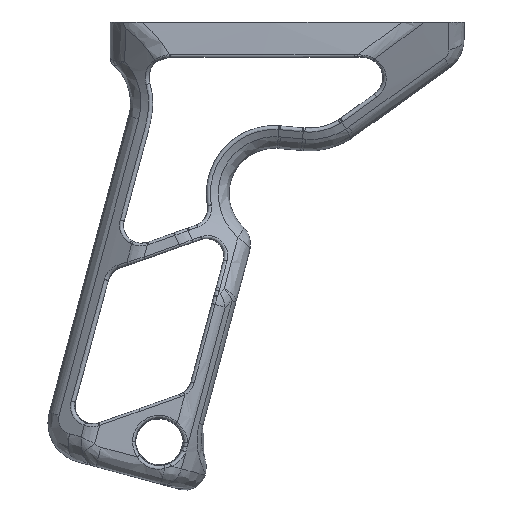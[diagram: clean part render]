
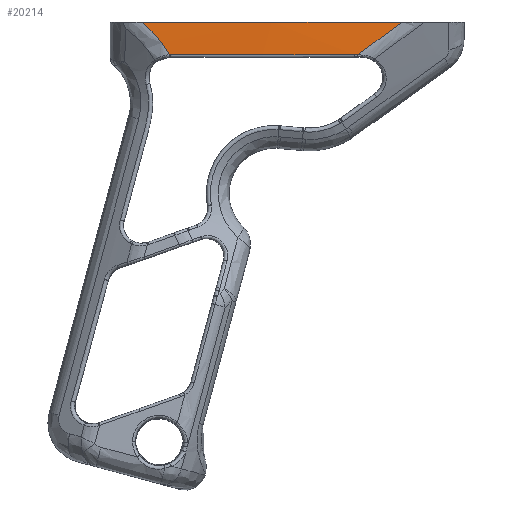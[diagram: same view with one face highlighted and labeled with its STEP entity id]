
A CAD part, front view. The second image highlights one B-rep face of the part: STEP entity #20214.
In plain terms, the highlighted free-form (B-spline) face has degree [2, 1] with [3, 2] control points.
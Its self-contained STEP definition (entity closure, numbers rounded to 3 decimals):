
#13532 = VERTEX_POINT('',#13533);
#13533 = CARTESIAN_POINT('',(97.437,-19.312,
    -28.864));
#13541 = EDGE_CURVE('',#13542,#13532,#13544,.T.);
#13542 = VERTEX_POINT('',#13543);
#13543 = CARTESIAN_POINT('',(103.835,-19.3,
    -36.368));
#13544 = B_SPLINE_CURVE_WITH_KNOTS('',5,(#13545,#13546,#13547,#13548,
    #13549,#13550,#13551,#13552,#13553,#13554,#13555,#13556,#13557,
    #13558,#13559,#13560,#13561,#13562),.UNSPECIFIED.,.F.,.F.,(6,3,3,3,3
    ,6),(143.168,147.65,150.02,151.761,
    153.496,154.077),.UNSPECIFIED.);
#13545 = CARTESIAN_POINT('',(103.835,-19.3,
    -36.368));
#13546 = CARTESIAN_POINT('',(103.447,-19.303,
    -35.658));
#13547 = CARTESIAN_POINT('',(103.027,-19.306,
    -34.963));
#13548 = CARTESIAN_POINT('',(102.577,-19.308,
    -34.287));
#13549 = CARTESIAN_POINT('',(101.842,-19.311,
    -33.278));
#13550 = CARTESIAN_POINT('',(101.04,-19.313,
    -32.316));
#13551 = CARTESIAN_POINT('',(100.754,-19.314,
    -31.989));
#13552 = CARTESIAN_POINT('',(100.245,-19.315,
    -31.432));
#13553 = CARTESIAN_POINT('',(99.714,-19.315,
    -30.896));
#13554 = CARTESIAN_POINT('',(99.486,-19.315,
    -30.672));
#13555 = CARTESIAN_POINT('',(99.024,-19.315,
    -30.234));
#13556 = CARTESIAN_POINT('',(98.554,-19.314,
    -29.812));
#13557 = CARTESIAN_POINT('',(98.312,-19.314,
    -29.601));
#13558 = CARTESIAN_POINT('',(97.996,-19.313,
    -29.33));
#13559 = CARTESIAN_POINT('',(97.678,-19.312,
    -29.063));
#13560 = CARTESIAN_POINT('',(97.598,-19.312,
    -28.997));
#13561 = CARTESIAN_POINT('',(97.518,-19.312,
    -28.93));
#13562 = CARTESIAN_POINT('',(97.437,-19.312,
    -28.864));
#20214 = ADVANCED_FACE('',(#20215),#20259,.T.);
#20215 = FACE_BOUND('',#20216,.T.);
#20216 = EDGE_LOOP('',(#20217,#20228,#20234,#20235,#20244,#20252));
#20217 = ORIENTED_EDGE('',*,*,#20218,.F.);
#20218 = EDGE_CURVE('',#20219,#20221,#20223,.T.);
#20219 = VERTEX_POINT('',#20220);
#20220 = CARTESIAN_POINT('',(157.049,-16.703,
    -28.864));
#20221 = VERTEX_POINT('',#20222);
#20222 = CARTESIAN_POINT('',(146.9,-17.544,
    -36.368));
#20223 = B_SPLINE_CURVE_WITH_KNOTS('',3,(#20224,#20225,#20226,#20227),
  .UNSPECIFIED.,.F.,.F.,(4,4),(26.311,41.77),
  .PIECEWISE_BEZIER_KNOTS.);
#20224 = CARTESIAN_POINT('',(157.049,-16.703,
    -28.864));
#20225 = CARTESIAN_POINT('',(153.668,-17.01,
    -31.365));
#20226 = CARTESIAN_POINT('',(150.285,-17.291,
    -33.867));
#20227 = CARTESIAN_POINT('',(146.9,-17.544,
    -36.368));
#20228 = ORIENTED_EDGE('',*,*,#20229,.F.);
#20229 = EDGE_CURVE('',#13532,#20219,#20230,.T.);
#20230 = ( BOUNDED_CURVE() B_SPLINE_CURVE(2,(#20231,#20232,#20233),
.UNSPECIFIED.,.F.,.F.) B_SPLINE_CURVE_WITH_KNOTS((3,3),(4.709,
4.803),.PIECEWISE_BEZIER_KNOTS.) CURVE() 
GEOMETRIC_REPRESENTATION_ITEM() RATIONAL_B_SPLINE_CURVE((1.,
0.999,1.)) REPRESENTATION_ITEM('') );
#20231 = CARTESIAN_POINT('',(97.437,-19.312,
    -28.864));
#20232 = CARTESIAN_POINT('',(127.305,-19.409,
    -28.864));
#20233 = CARTESIAN_POINT('',(157.049,-16.703,
    -28.864));
#20234 = ORIENTED_EDGE('',*,*,#13541,.F.);
#20235 = ORIENTED_EDGE('',*,*,#20236,.F.);
#20236 = EDGE_CURVE('',#20237,#13542,#20239,.T.);
#20237 = VERTEX_POINT('',#20238);
#20238 = CARTESIAN_POINT('',(104.144,-19.298,
    -36.368));
#20239 = B_SPLINE_CURVE_WITH_KNOTS('',3,(#20240,#20241,#20242,#20243),
  .UNSPECIFIED.,.F.,.F.,(4,4),(-0.154,0.113),
  .PIECEWISE_BEZIER_KNOTS.);
#20240 = CARTESIAN_POINT('',(104.144,-19.298,
    -36.368));
#20241 = CARTESIAN_POINT('',(104.041,-19.299,
    -36.368));
#20242 = CARTESIAN_POINT('',(103.938,-19.3,
    -36.368));
#20243 = CARTESIAN_POINT('',(103.835,-19.3,
    -36.368));
#20244 = ORIENTED_EDGE('',*,*,#20245,.T.);
#20245 = EDGE_CURVE('',#20237,#20246,#20248,.T.);
#20246 = VERTEX_POINT('',#20247);
#20247 = CARTESIAN_POINT('',(146.161,-17.599,
    -36.368));
#20248 = ( BOUNDED_CURVE() B_SPLINE_CURVE(2,(#20249,#20250,#20251),
.UNSPECIFIED.,.F.,.F.) B_SPLINE_CURVE_WITH_KNOTS((3,3),(4.72,
4.786),.PIECEWISE_BEZIER_KNOTS.) CURVE() 
GEOMETRIC_REPRESENTATION_ITEM() RATIONAL_B_SPLINE_CURVE((1.,
0.999,1.)) REPRESENTATION_ITEM('') );
#20249 = CARTESIAN_POINT('',(104.144,-19.298,
    -36.368));
#20250 = CARTESIAN_POINT('',(125.181,-19.145,
    -36.368));
#20251 = CARTESIAN_POINT('',(146.161,-17.599,
    -36.368));
#20252 = ORIENTED_EDGE('',*,*,#20253,.F.);
#20253 = EDGE_CURVE('',#20221,#20246,#20254,.T.);
#20254 = B_SPLINE_CURVE_WITH_KNOTS('',3,(#20255,#20256,#20257,#20258),
  .UNSPECIFIED.,.F.,.F.,(4,4),(0.11,0.752),
  .PIECEWISE_BEZIER_KNOTS.);
#20255 = CARTESIAN_POINT('',(146.9,-17.544,
    -36.368));
#20256 = CARTESIAN_POINT('',(146.654,-17.563,
    -36.368));
#20257 = CARTESIAN_POINT('',(146.407,-17.581,
    -36.368));
#20258 = CARTESIAN_POINT('',(146.161,-17.599,
    -36.368));
#20259 = ( BOUNDED_SURFACE() B_SPLINE_SURFACE(2,1,(
    (#20260,#20261)
    ,(#20262,#20263)
    ,(#20264,#20265
)),.UNSPECIFIED.,.F.,.F.,.F.) B_SPLINE_SURFACE_WITH_KNOTS((3,3),(2,2),(
    0.119,0.213),(34.5,41.),
.PIECEWISE_BEZIER_KNOTS.) GEOMETRIC_REPRESENTATION_ITEM() 
RATIONAL_B_SPLINE_SURFACE((
    (1.,1.)
    ,(0.999,0.999)
,(1.,1.))) REPRESENTATION_ITEM('') SURFACE() );
#20260 = CARTESIAN_POINT('',(97.437,-19.312,
    -36.368));
#20261 = CARTESIAN_POINT('',(97.437,-19.312,
    -28.864));
#20262 = CARTESIAN_POINT('',(127.305,-19.409,
    -36.368));
#20263 = CARTESIAN_POINT('',(127.305,-19.409,
    -28.864));
#20264 = CARTESIAN_POINT('',(157.049,-16.703,
    -36.368));
#20265 = CARTESIAN_POINT('',(157.049,-16.703,
    -28.864));
